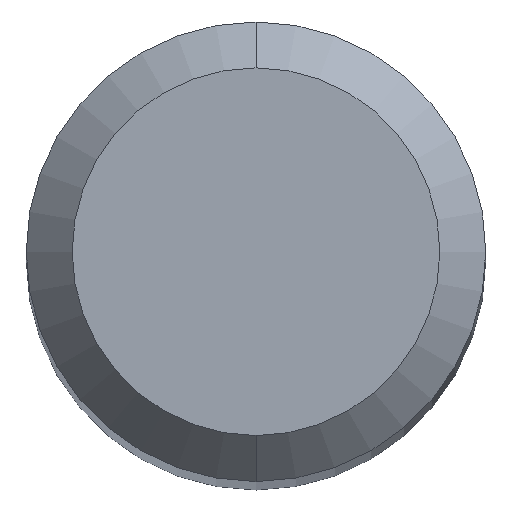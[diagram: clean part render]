
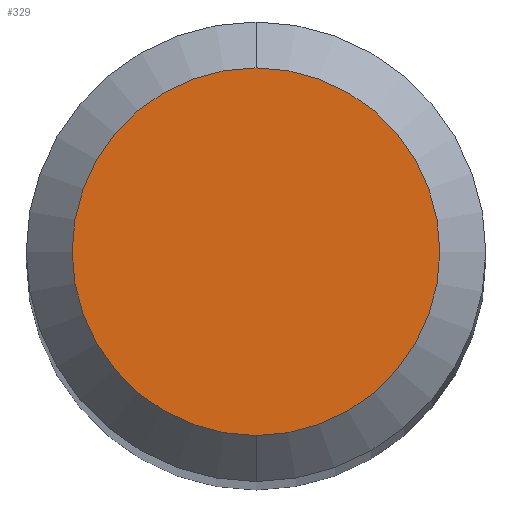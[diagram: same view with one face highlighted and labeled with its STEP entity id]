
A CAD part, top view. The second image highlights one B-rep face of the part: STEP entity #329.
In plain terms, the highlighted planar face has unit normal (0, 0, 1).
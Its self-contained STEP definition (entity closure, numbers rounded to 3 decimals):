
#243=EDGE_CURVE('',#301,#293,#542,.T.);
#293=VERTEX_POINT('',#598);
#301=VERTEX_POINT('',#607);
#329=ADVANCED_FACE('',(#636),#637,.T.);
#415=EDGE_CURVE('',#293,#301,#732,.T.);
#542=CIRCLE('',#920,1.2);
#598=CARTESIAN_POINT('',(0.,-1.2,30.79));
#607=CARTESIAN_POINT('',(0.0,1.2,30.79));
#636=FACE_OUTER_BOUND('',#1133,.T.);
#637=PLANE('',#1134);
#732=CIRCLE('',#1312,1.2);
#920=AXIS2_PLACEMENT_3D('',#1520,#1521,#1522);
#1133=EDGE_LOOP('',(#1620,#1621));
#1134=AXIS2_PLACEMENT_3D('',#1622,#1623,#1624);
#1312=AXIS2_PLACEMENT_3D('',#1733,#1734,#1735);
#1520=CARTESIAN_POINT('',(0.0,0.0,30.79));
#1521=DIRECTION('',(0.0,0.0,-1.0));
#1522=DIRECTION('',(0.0,1.0,0.0));
#1620=ORIENTED_EDGE('',*,*,#243,.F.);
#1621=ORIENTED_EDGE('',*,*,#415,.F.);
#1622=CARTESIAN_POINT('',(0.0,0.6,30.79));
#1623=DIRECTION('',(-0.0,0.0,1.0));
#1624=DIRECTION('',(0.0,-1.0,0.0));
#1733=CARTESIAN_POINT('',(0.0,0.0,30.79));
#1734=DIRECTION('',(0.0,0.0,-1.0));
#1735=DIRECTION('',(0.0,1.0,0.0));
